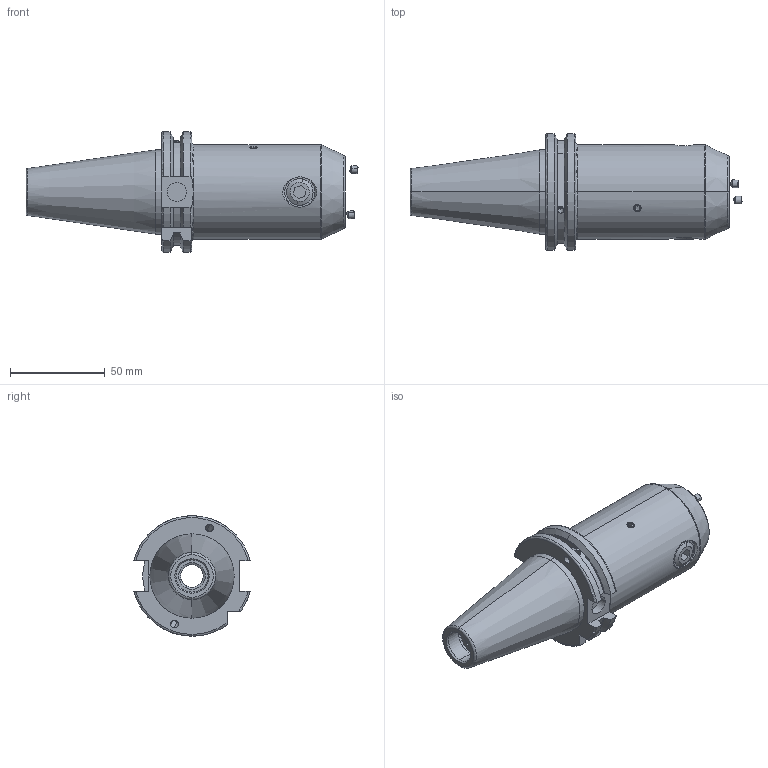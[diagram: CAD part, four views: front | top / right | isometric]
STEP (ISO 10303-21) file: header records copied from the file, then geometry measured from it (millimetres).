
FILE_DESCRIPTION (( 'STEP AP203' ), '1' );
FILE_NAME ('91406-WK218100.STEP', '2017-01-05T12:36:12', ( '' ), ( '' ), 'SwSTEP 2.0', 'SolidWorks 2009', '' );
FILE_SCHEMA (( 'CONFIG_CONTROL_DESIGN' ));
Length unit declared in the file: millimetre
Products named in the file (5): M14X16_ISO 4026 - M12 x 12-N; Copy of M4X4_DIN 913 - M4 x 4-N; SK40EK18100FWW; 91406-WK218100; M4X4_DIN 913 - M4 x 4-N
Assembly tree (8 placements, depth 2):
  91406-WK218100
    M4X4_DIN 913 - M4 x 4-N  x4
    M14X16_ISO 4026 - M12 x 12-N
    Copy of M4X4_DIN 913 - M4 x 4-N  x2
    SK40EK18100FWW
Bounding box: 175.1 x 61.48 x 63.55 mm (x, y, z)
Volume: 234794 mm3; surface area: 40252.2 mm2
Topology: 8 solids, 8 shells, 239 faces, 567 edges, 356 vertices
Faces by surface type: plane 100, cylinder 66, cone 48, torus 19, bspline 4, sphere 2
Entity records: 6774 total; most frequent: CARTESIAN_POINT 1985, DIRECTION 873, ORIENTED_EDGE 868, EDGE_CURVE 434, AXIS2_PLACEMENT_3D 341, VERTEX_POINT 273, EDGE_LOOP 209, VECTOR 191
